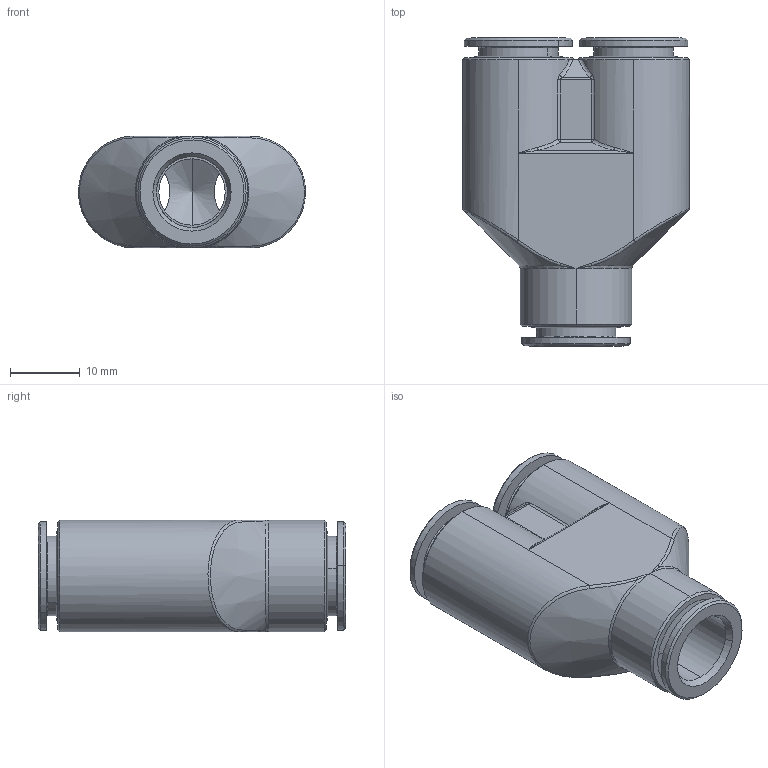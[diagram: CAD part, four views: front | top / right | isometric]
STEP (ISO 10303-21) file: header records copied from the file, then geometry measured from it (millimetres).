
FILE_DESCRIPTION (( 'STEP AP203' ), '1' );
FILE_NAME ('A0275050.STEP', '2009-04-08T14:46:03', ( '' ), ( 'sopra-pneumatic' ), 'SwSTEP 2.0', 'SolidWorks 2009', '' );
FILE_SCHEMA (( 'CONFIG_CONTROL_DESIGN' ));
Length unit declared in the file: millimetre
Products named in the file (1): A0275050
Bounding box: 32.5 x 44.1 x 16 mm (x, y, z)
Volume: 9090 mm3; surface area: 6622.1 mm2
Topology: 1 solids, 1 shells, 143 faces, 342 edges, 194 vertices
Faces by surface type: cylinder 55, cone 40, bspline 24, plane 20, torus 2, sphere 2
Entity records: 4954 total; most frequent: CARTESIAN_POINT 1817, ORIENTED_EDGE 656, DIRECTION 633, EDGE_CURVE 328, AXIS2_PLACEMENT_3D 266, VERTEX_POINT 194, EDGE_LOOP 154, CIRCLE 146
